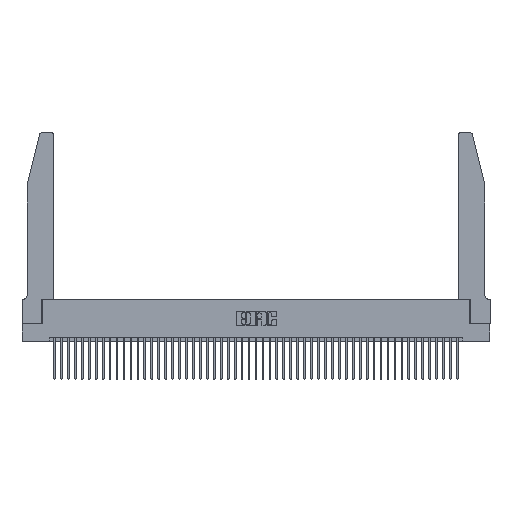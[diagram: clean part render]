
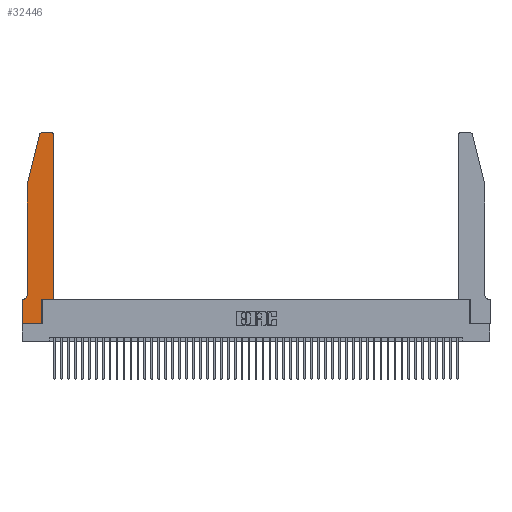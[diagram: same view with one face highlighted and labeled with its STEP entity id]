
A CAD part, top view. The second image highlights one B-rep face of the part: STEP entity #32446.
In plain terms, the highlighted planar face has unit normal (0, 0, 1).
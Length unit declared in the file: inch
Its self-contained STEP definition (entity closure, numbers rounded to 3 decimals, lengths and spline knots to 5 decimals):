
#115 = VERTEX_POINT ( 'NONE', #37244 ) ;
#256 = VERTEX_POINT ( 'NONE', #37133 ) ;
#619 = CARTESIAN_POINT ( 'NONE',  ( 0.0755, 2., 0.37 ) ) ;
#813 = ORIENTED_EDGE ( 'NONE', *, *, #4849, .T. ) ;
#846 = AXIS2_PLACEMENT_3D ( 'NONE', #8467, #38941, #19504 ) ;
#909 = CARTESIAN_POINT ( 'NONE',  ( 0.2865, 0.35, 0.37 ) ) ;
#1609 = CARTESIAN_POINT ( 'NONE',  ( 0., 0.35, 0.37 ) ) ;
#1648 = CARTESIAN_POINT ( 'NONE',  ( 0.2865, 0.35, 0.37 ) ) ;
#2754 = LINE ( 'NONE', #35170, #5687 ) ;
#3476 = EDGE_CURVE ( 'NONE', #256, #16428, #2754, .T. ) ;
#4849 = EDGE_CURVE ( 'NONE', #25529, #34059, #26366, .T. ) ;
#5306 = VECTOR ( 'NONE', #16421, 39.37008 ) ;
#5687 = VECTOR ( 'NONE', #42741, 39.37008 ) ;
#5884 = EDGE_CURVE ( 'NONE', #34059, #19067, #28295, .T. ) ;
#6667 = DIRECTION ( 'NONE',  ( 0., -1., 0. ) ) ;
#6820 = CARTESIAN_POINT ( 'NONE',  ( 0.25487, 2.72718, 0.37 ) ) ;
#6990 = ORIENTED_EDGE ( 'NONE', *, *, #39445, .T. ) ;
#7896 = ORIENTED_EDGE ( 'NONE', *, *, #32059, .T. ) ;
#7897 = EDGE_LOOP ( 'NONE', ( #21384, #24135, #38745, #35337, #19739, #6990, #813, #20040, #44432, #34102, #43375, #7896 ) ) ;
#8467 = CARTESIAN_POINT ( 'NONE',  ( 0.0055, 0.42, 0.37 ) ) ;
#10346 = EDGE_CURVE ( 'NONE', #16428, #32881, #24319, .T. ) ;
#10620 = DIRECTION ( 'NONE',  ( -1., 0., 0. ) ) ;
#10802 = AXIS2_PLACEMENT_3D ( 'NONE', #1609, #27969, #42956 ) ;
#12358 = CARTESIAN_POINT ( 'NONE',  ( 0., 0., 0.37 ) ) ;
#12868 = CARTESIAN_POINT ( 'NONE',  ( 0.0755, 0.42, 0.37 ) ) ;
#13750 = CARTESIAN_POINT ( 'NONE',  ( 0.4505, 0.35, 0.37 ) ) ;
#13996 = VECTOR ( 'NONE', #10620, 39.37008 ) ;
#15072 = DIRECTION ( 'NONE',  ( 1., 0., 0. ) ) ;
#15319 = VERTEX_POINT ( 'NONE', #909 ) ;
#15557 = EDGE_CURVE ( 'NONE', #42316, #115, #42646, .T. ) ;
#15784 = VECTOR ( 'NONE', #40030, 39.37008 ) ;
#15981 = CARTESIAN_POINT ( 'NONE',  ( 0., 0.35, 0.37 ) ) ;
#16394 = CARTESIAN_POINT ( 'NONE',  ( 0.2865, 0., 0.37 ) ) ;
#16421 = DIRECTION ( 'NONE',  ( 0., 1., 0. ) ) ;
#16428 = VERTEX_POINT ( 'NONE', #28667 ) ;
#16769 = AXIS2_PLACEMENT_3D ( 'NONE', #47776, #17087, #28977 ) ;
#17087 = DIRECTION ( 'NONE',  ( 0., 0., 1. ) ) ;
#17744 = CARTESIAN_POINT ( 'NONE',  ( 0.0755, 2., 0.37 ) ) ;
#19067 = VERTEX_POINT ( 'NONE', #16394 ) ;
#19297 = EDGE_CURVE ( 'NONE', #37144, #42316, #39424, .T. ) ;
#19504 = DIRECTION ( 'NONE',  ( -1., 0., 0. ) ) ;
#19700 = DIRECTION ( 'NONE',  ( 0., -1., 0. ) ) ;
#19739 = ORIENTED_EDGE ( 'NONE', *, *, #15557, .T. ) ;
#20040 = ORIENTED_EDGE ( 'NONE', *, *, #5884, .T. ) ;
#20489 = VECTOR ( 'NONE', #19700, 39.37008 ) ;
#21253 = VECTOR ( 'NONE', #15072, 39.37008 ) ;
#21384 = ORIENTED_EDGE ( 'NONE', *, *, #3476, .T. ) ;
#21718 = DIRECTION ( 'NONE',  ( 0., 1., 0. ) ) ;
#21998 = CARTESIAN_POINT ( 'NONE',  ( 0.4505, 2.72, 0.37 ) ) ;
#22165 = DIRECTION ( 'NONE',  ( 1., 0., 0. ) ) ;
#22387 = CARTESIAN_POINT ( 'NONE',  ( 0., 0., 0.37 ) ) ;
#24078 = LINE ( 'NONE', #32735, #13996 ) ;
#24135 = ORIENTED_EDGE ( 'NONE', *, *, #10346, .T. ) ;
#24319 = CIRCLE ( 'NONE', #37337, 0.03 ) ;
#24878 = VERTEX_POINT ( 'NONE', #30604 ) ;
#24910 = LINE ( 'NONE', #13750, #36593 ) ;
#24948 = VECTOR ( 'NONE', #39103, 39.37008 ) ;
#25529 = VERTEX_POINT ( 'NONE', #15981 ) ;
#26366 = LINE ( 'NONE', #27290, #20489 ) ;
#27290 = CARTESIAN_POINT ( 'NONE',  ( 0., 0., 0.37 ) ) ;
#27969 = DIRECTION ( 'NONE',  ( 0., 0., 1. ) ) ;
#28295 = LINE ( 'NONE', #22387, #21253 ) ;
#28667 = CARTESIAN_POINT ( 'NONE',  ( 0.284, 2.75, 0.37 ) ) ;
#28977 = DIRECTION ( 'NONE',  ( 1., 0., 0. ) ) ;
#29255 = EDGE_CURVE ( 'NONE', #19067, #15319, #40069, .T. ) ;
#30061 = DIRECTION ( 'NONE',  ( 0., 0., 1. ) ) ;
#30604 = CARTESIAN_POINT ( 'NONE',  ( 0.4505, 0.35, 0.37 ) ) ;
#31717 = CIRCLE ( 'NONE', #16769, 0.03 ) ;
#32059 = EDGE_CURVE ( 'NONE', #43081, #256, #31717, .T. ) ;
#32330 = VECTOR ( 'NONE', #6667, 39.37008 ) ;
#32446 = ADVANCED_FACE ( 'NONE', ( #46942 ), #35523, .T. ) ;
#32735 = CARTESIAN_POINT ( 'NONE',  ( 0.0755, 0.35, 0.37 ) ) ;
#32881 = VERTEX_POINT ( 'NONE', #6820 ) ;
#34059 = VERTEX_POINT ( 'NONE', #12358 ) ;
#34102 = ORIENTED_EDGE ( 'NONE', *, *, #42173, .T. ) ;
#35170 = CARTESIAN_POINT ( 'NONE',  ( 0.2605, 2.75, 0.37 ) ) ;
#35313 = CARTESIAN_POINT ( 'NONE',  ( 0.4505, 0.35, 0.37 ) ) ;
#35337 = ORIENTED_EDGE ( 'NONE', *, *, #19297, .T. ) ;
#35523 = PLANE ( 'NONE',  #10802 ) ;
#36593 = VECTOR ( 'NONE', #21718, 39.37008 ) ;
#36811 = CARTESIAN_POINT ( 'NONE',  ( 0.0755, 2., 0.37 ) ) ;
#37133 = CARTESIAN_POINT ( 'NONE',  ( 0.4205, 2.75, 0.37 ) ) ;
#37144 = VERTEX_POINT ( 'NONE', #619 ) ;
#37244 = CARTESIAN_POINT ( 'NONE',  ( 0.0055, 0.35, 0.37 ) ) ;
#37337 = AXIS2_PLACEMENT_3D ( 'NONE', #41412, #30061, #22165 ) ;
#37661 = LINE ( 'NONE', #17744, #15784 ) ;
#38745 = ORIENTED_EDGE ( 'NONE', *, *, #47949, .T. ) ;
#38941 = DIRECTION ( 'NONE',  ( 0., 0., -1. ) ) ;
#39103 = DIRECTION ( 'NONE',  ( 1., 0., 0. ) ) ;
#39424 = LINE ( 'NONE', #36811, #32330 ) ;
#39445 = EDGE_CURVE ( 'NONE', #115, #25529, #24078, .T. ) ;
#40030 = DIRECTION ( 'NONE',  ( -0.239, -0.971, 0. ) ) ;
#40069 = LINE ( 'NONE', #1648, #5306 ) ;
#41412 = CARTESIAN_POINT ( 'NONE',  ( 0.284, 2.72, 0.37 ) ) ;
#42173 = EDGE_CURVE ( 'NONE', #15319, #24878, #47377, .T. ) ;
#42316 = VERTEX_POINT ( 'NONE', #12868 ) ;
#42646 = CIRCLE ( 'NONE', #846, 0.07 ) ;
#42741 = DIRECTION ( 'NONE',  ( -1., 0., 0. ) ) ;
#42956 = DIRECTION ( 'NONE',  ( 1., 0., 0. ) ) ;
#43081 = VERTEX_POINT ( 'NONE', #21998 ) ;
#43375 = ORIENTED_EDGE ( 'NONE', *, *, #46080, .T. ) ;
#44432 = ORIENTED_EDGE ( 'NONE', *, *, #29255, .T. ) ;
#46080 = EDGE_CURVE ( 'NONE', #24878, #43081, #24910, .T. ) ;
#46942 = FACE_OUTER_BOUND ( 'NONE', #7897, .T. ) ;
#47377 = LINE ( 'NONE', #35313, #24948 ) ;
#47776 = CARTESIAN_POINT ( 'NONE',  ( 0.4205, 2.72, 0.37 ) ) ;
#47949 = EDGE_CURVE ( 'NONE', #32881, #37144, #37661, .T. ) ;
